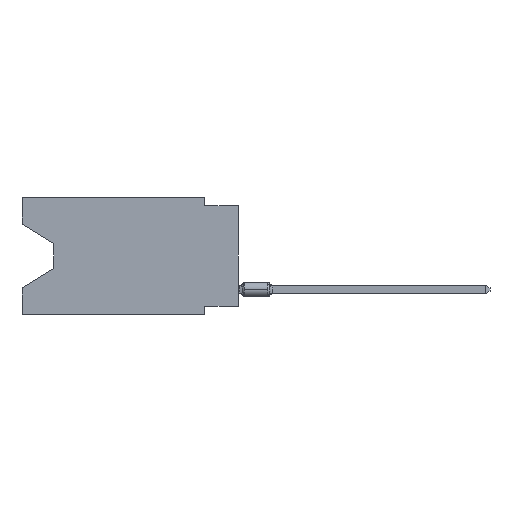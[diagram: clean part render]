
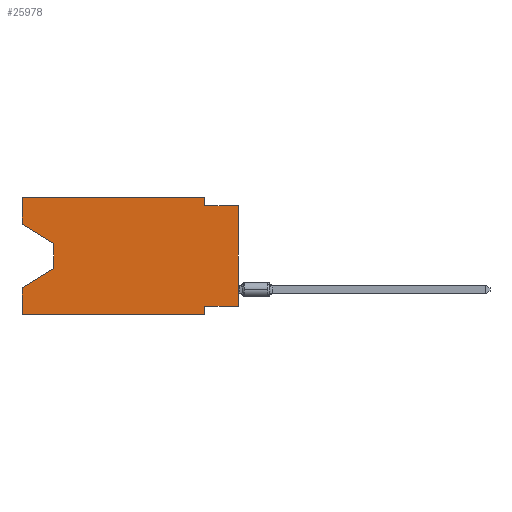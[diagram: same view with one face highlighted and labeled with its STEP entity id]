
A CAD part, left-side view. The second image highlights one B-rep face of the part: STEP entity #25978.
In plain terms, the highlighted planar face has unit normal (-1, 0, 0).
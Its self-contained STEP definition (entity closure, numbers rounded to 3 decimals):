
#215 = VECTOR ( 'NONE', #27772, 1000. ) ;
#260 = LINE ( 'NONE', #33088, #3976 ) ;
#470 = CARTESIAN_POINT ( 'NONE',  ( 0., 0., -0.635 ) ) ;
#583 = VERTEX_POINT ( 'NONE', #5535 ) ;
#637 = EDGE_CURVE ( 'NONE', #30690, #33320, #12068, .T. ) ;
#1265 = VERTEX_POINT ( 'NONE', #19149 ) ;
#1471 = EDGE_CURVE ( 'NONE', #22879, #31754, #28963, .T. ) ;
#1497 = CARTESIAN_POINT ( 'NONE',  ( 0., 16.383, 0. ) ) ;
#1755 = EDGE_CURVE ( 'NONE', #10113, #33320, #34092, .T. ) ;
#1858 = ORIENTED_EDGE ( 'NONE', *, *, #24983, .F. ) ;
#2937 = CARTESIAN_POINT ( 'NONE',  ( 0., 2.54, -0.635 ) ) ;
#3219 = VECTOR ( 'NONE', #31296, 1000. ) ;
#3580 = DIRECTION ( 'NONE',  ( 0., -0.855, -0.519 ) ) ;
#3623 = DIRECTION ( 'NONE',  ( 0., 0.855, -0.519 ) ) ;
#3730 = VERTEX_POINT ( 'NONE', #14722 ) ;
#3848 = DIRECTION ( 'NONE',  ( 0., 0., -1. ) ) ;
#3976 = VECTOR ( 'NONE', #3623, 1000. ) ;
#4295 = VERTEX_POINT ( 'NONE', #4507 ) ;
#4507 = CARTESIAN_POINT ( 'NONE',  ( 0., 16.383, -8.89 ) ) ;
#5535 = CARTESIAN_POINT ( 'NONE',  ( 0., 13.97, -5.385 ) ) ;
#5850 = VECTOR ( 'NONE', #7335, 1000. ) ;
#6026 = DIRECTION ( 'NONE',  ( 0., 0., 1. ) ) ;
#6123 = CARTESIAN_POINT ( 'NONE',  ( 0., 16.383, 0. ) ) ;
#6535 = DIRECTION ( 'NONE',  ( 0., 0., -1. ) ) ;
#6639 = EDGE_CURVE ( 'NONE', #4295, #22159, #15326, .T. ) ;
#7335 = DIRECTION ( 'NONE',  ( 0., 0., -1. ) ) ;
#7552 = CARTESIAN_POINT ( 'NONE',  ( 0., 16.383, -8.89 ) ) ;
#8512 = EDGE_LOOP ( 'NONE', ( #17322, #16746, #19086, #25572, #24824, #1858, #31333, #23144, #10039, #32686, #32290, #19342 ) ) ;
#9099 = DIRECTION ( 'NONE',  ( 1., 0., 0. ) ) ;
#9247 = EDGE_CURVE ( 'NONE', #31754, #1265, #30368, .T. ) ;
#10039 = ORIENTED_EDGE ( 'NONE', *, *, #1755, .F. ) ;
#10113 = VERTEX_POINT ( 'NONE', #2937 ) ;
#11642 = VERTEX_POINT ( 'NONE', #27074 ) ;
#11715 = CARTESIAN_POINT ( 'NONE',  ( 0., 0., -0.635 ) ) ;
#12068 = LINE ( 'NONE', #18793, #21615 ) ;
#12909 = CARTESIAN_POINT ( 'NONE',  ( 0., 2.54, 0. ) ) ;
#13332 = VECTOR ( 'NONE', #37620, 1000. ) ;
#14010 = AXIS2_PLACEMENT_3D ( 'NONE', #6123, #9099, #6535 ) ;
#14722 = CARTESIAN_POINT ( 'NONE',  ( 0., 2.54, -8.255 ) ) ;
#15024 = DIRECTION ( 'NONE',  ( 0., 0., 1. ) ) ;
#15247 = CARTESIAN_POINT ( 'NONE',  ( 0., 16.383, -2.038 ) ) ;
#15326 = LINE ( 'NONE', #21434, #23229 ) ;
#15351 = VECTOR ( 'NONE', #35278, 1000. ) ;
#16746 = ORIENTED_EDGE ( 'NONE', *, *, #26724, .T. ) ;
#16806 = EDGE_CURVE ( 'NONE', #583, #22159, #260, .T. ) ;
#17041 = LINE ( 'NONE', #7552, #22743 ) ;
#17322 = ORIENTED_EDGE ( 'NONE', *, *, #18043, .T. ) ;
#17572 = VERTEX_POINT ( 'NONE', #33090 ) ;
#18043 = EDGE_CURVE ( 'NONE', #22879, #11642, #30675, .T. ) ;
#18696 = LINE ( 'NONE', #30744, #20388 ) ;
#18793 = CARTESIAN_POINT ( 'NONE',  ( 0., 0., 0. ) ) ;
#19086 = ORIENTED_EDGE ( 'NONE', *, *, #16806, .T. ) ;
#19149 = CARTESIAN_POINT ( 'NONE',  ( 0., 2.54, 0. ) ) ;
#19342 = ORIENTED_EDGE ( 'NONE', *, *, #1471, .F. ) ;
#20388 = VECTOR ( 'NONE', #3848, 1000. ) ;
#21076 = VECTOR ( 'NONE', #3580, 1000. ) ;
#21077 = CARTESIAN_POINT ( 'NONE',  ( 0., 16.383, 0. ) ) ;
#21434 = CARTESIAN_POINT ( 'NONE',  ( 0., 16.383, 0. ) ) ;
#21615 = VECTOR ( 'NONE', #15024, 1000. ) ;
#22159 = VERTEX_POINT ( 'NONE', #32634 ) ;
#22743 = VECTOR ( 'NONE', #22972, 1000. ) ;
#22879 = VERTEX_POINT ( 'NONE', #34984 ) ;
#22972 = DIRECTION ( 'NONE',  ( 0., -1., 0. ) ) ;
#23144 = ORIENTED_EDGE ( 'NONE', *, *, #637, .T. ) ;
#23229 = VECTOR ( 'NONE', #6026, 1000. ) ;
#23649 = DIRECTION ( 'NONE',  ( 0., -1., 0. ) ) ;
#24824 = ORIENTED_EDGE ( 'NONE', *, *, #38364, .T. ) ;
#24983 = EDGE_CURVE ( 'NONE', #3730, #17572, #28145, .T. ) ;
#25142 = LINE ( 'NONE', #12909, #5850 ) ;
#25572 = ORIENTED_EDGE ( 'NONE', *, *, #6639, .F. ) ;
#25978 = ADVANCED_FACE ( 'NONE', ( #33219 ), #33620, .F. ) ;
#26600 = VECTOR ( 'NONE', #23649, 1000. ) ;
#26724 = EDGE_CURVE ( 'NONE', #11642, #583, #18696, .T. ) ;
#27074 = CARTESIAN_POINT ( 'NONE',  ( 0., 13.97, -3.505 ) ) ;
#27772 = DIRECTION ( 'NONE',  ( 0., -1., 0. ) ) ;
#28145 = LINE ( 'NONE', #37025, #3219 ) ;
#28540 = LINE ( 'NONE', #34080, #13332 ) ;
#28963 = LINE ( 'NONE', #1497, #15351 ) ;
#30114 = EDGE_CURVE ( 'NONE', #1265, #10113, #25142, .T. ) ;
#30368 = LINE ( 'NONE', #21077, #26600 ) ;
#30675 = LINE ( 'NONE', #15247, #21076 ) ;
#30690 = VERTEX_POINT ( 'NONE', #31980 ) ;
#30744 = CARTESIAN_POINT ( 'NONE',  ( 0., 13.97, -3.505 ) ) ;
#31296 = DIRECTION ( 'NONE',  ( 0., 0., -1. ) ) ;
#31333 = ORIENTED_EDGE ( 'NONE', *, *, #34390, .F. ) ;
#31754 = VERTEX_POINT ( 'NONE', #37726 ) ;
#31980 = CARTESIAN_POINT ( 'NONE',  ( 0., 0., -8.255 ) ) ;
#32290 = ORIENTED_EDGE ( 'NONE', *, *, #9247, .F. ) ;
#32634 = CARTESIAN_POINT ( 'NONE',  ( 0., 16.383, -6.852 ) ) ;
#32686 = ORIENTED_EDGE ( 'NONE', *, *, #30114, .F. ) ;
#33088 = CARTESIAN_POINT ( 'NONE',  ( 0., 13.97, -5.385 ) ) ;
#33090 = CARTESIAN_POINT ( 'NONE',  ( 0., 2.54, -8.89 ) ) ;
#33219 = FACE_OUTER_BOUND ( 'NONE', #8512, .T. ) ;
#33320 = VERTEX_POINT ( 'NONE', #11715 ) ;
#33620 = PLANE ( 'NONE',  #14010 ) ;
#34080 = CARTESIAN_POINT ( 'NONE',  ( 0., 0., -8.255 ) ) ;
#34092 = LINE ( 'NONE', #470, #215 ) ;
#34390 = EDGE_CURVE ( 'NONE', #30690, #3730, #28540, .T. ) ;
#34984 = CARTESIAN_POINT ( 'NONE',  ( 0., 16.383, -2.038 ) ) ;
#35278 = DIRECTION ( 'NONE',  ( 0., 0., 1. ) ) ;
#37025 = CARTESIAN_POINT ( 'NONE',  ( 0., 2.54, -8.89 ) ) ;
#37620 = DIRECTION ( 'NONE',  ( 0., 1., 0. ) ) ;
#37726 = CARTESIAN_POINT ( 'NONE',  ( 0., 16.383, 0. ) ) ;
#38364 = EDGE_CURVE ( 'NONE', #4295, #17572, #17041, .T. ) ;
